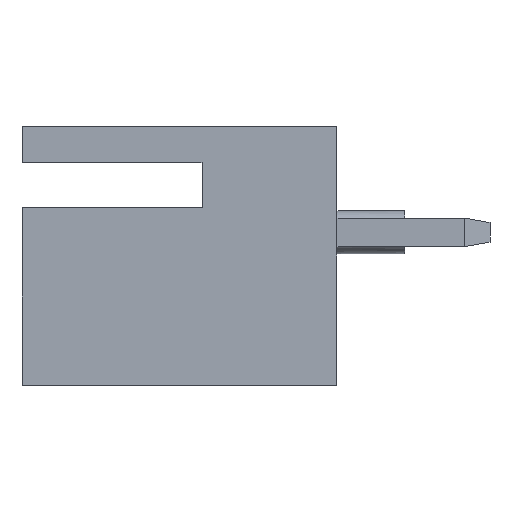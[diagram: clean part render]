
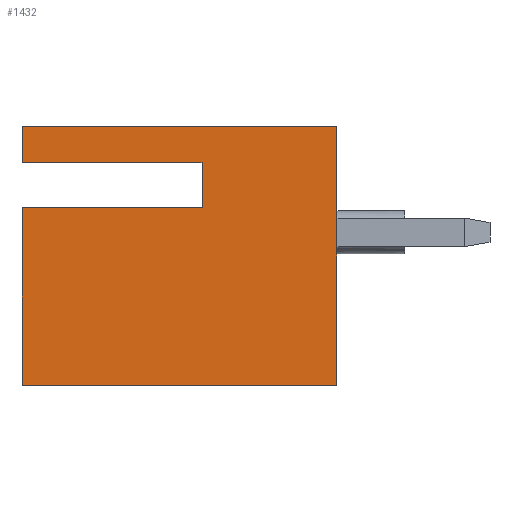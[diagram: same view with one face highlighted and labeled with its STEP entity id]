
A CAD part, left-side view. The second image highlights one B-rep face of the part: STEP entity #1432.
In plain terms, the highlighted planar face has unit normal (-1, 0, 0).
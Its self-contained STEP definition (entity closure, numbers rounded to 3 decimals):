
#16 = VECTOR ( 'NONE', #697, 1000. ) ;
#92 = DIRECTION ( 'NONE',  ( 0., 0., 1. ) ) ;
#134 = VECTOR ( 'NONE', #92, 1000. ) ;
#144 = DIRECTION ( 'NONE',  ( 0., -1., 0. ) ) ;
#306 = CARTESIAN_POINT ( 'NONE',  ( -6.2, 7., 2.875 ) ) ;
#318 = DIRECTION ( 'NONE',  ( 0., -1., 0. ) ) ;
#404 = VECTOR ( 'NONE', #1517, 1000. ) ;
#422 = VERTEX_POINT ( 'NONE', #487 ) ;
#480 = VERTEX_POINT ( 'NONE', #2993 ) ;
#482 = DIRECTION ( 'NONE',  ( 0., 0., 1. ) ) ;
#487 = CARTESIAN_POINT ( 'NONE',  ( -6.2, 3., 2.075 ) ) ;
#508 = CARTESIAN_POINT ( 'NONE',  ( -6.2, 3., 1.075 ) ) ;
#563 = FACE_OUTER_BOUND ( 'NONE', #2387, .T. ) ;
#572 = VERTEX_POINT ( 'NONE', #2299 ) ;
#595 = LINE ( 'NONE', #2606, #134 ) ;
#679 = EDGE_CURVE ( 'NONE', #3118, #1129, #2633, .T. ) ;
#697 = DIRECTION ( 'NONE',  ( 0., 0., 1. ) ) ;
#753 = VECTOR ( 'NONE', #2105, 1000. ) ;
#790 = CARTESIAN_POINT ( 'NONE',  ( -6.2, 0., -2.875 ) ) ;
#791 = LINE ( 'NONE', #306, #1536 ) ;
#799 = VERTEX_POINT ( 'NONE', #1933 ) ;
#878 = CARTESIAN_POINT ( 'NONE',  ( -6.2, 7., -2.875 ) ) ;
#912 = CARTESIAN_POINT ( 'NONE',  ( -6.2, 0., -2.875 ) ) ;
#944 = CARTESIAN_POINT ( 'NONE',  ( -6.2, 7., -2.875 ) ) ;
#1007 = LINE ( 'NONE', #3226, #2490 ) ;
#1032 = CARTESIAN_POINT ( 'NONE',  ( -6.2, 7., 1.075 ) ) ;
#1050 = CARTESIAN_POINT ( 'NONE',  ( -6.2, 7., -2.875 ) ) ;
#1071 = DIRECTION ( 'NONE',  ( 0., 0., -1. ) ) ;
#1082 = EDGE_CURVE ( 'NONE', #1129, #799, #1459, .T. ) ;
#1129 = VERTEX_POINT ( 'NONE', #790 ) ;
#1363 = VERTEX_POINT ( 'NONE', #508 ) ;
#1424 = VECTOR ( 'NONE', #144, 1000. ) ;
#1426 = ORIENTED_EDGE ( 'NONE', *, *, #1082, .T. ) ;
#1432 = ADVANCED_FACE ( 'NONE', ( #563 ), #1823, .F. ) ;
#1459 = LINE ( 'NONE', #912, #16 ) ;
#1517 = DIRECTION ( 'NONE',  ( 0., 1., 0. ) ) ;
#1536 = VECTOR ( 'NONE', #318, 1000. ) ;
#1554 = ORIENTED_EDGE ( 'NONE', *, *, #2452, .F. ) ;
#1562 = DIRECTION ( 'NONE',  ( 1., 0., 0. ) ) ;
#1585 = VECTOR ( 'NONE', #482, 1000. ) ;
#1586 = EDGE_CURVE ( 'NONE', #3118, #1736, #2689, .T. ) ;
#1736 = VERTEX_POINT ( 'NONE', #1032 ) ;
#1823 = PLANE ( 'NONE',  #2107 ) ;
#1874 = LINE ( 'NONE', #2355, #753 ) ;
#1884 = ORIENTED_EDGE ( 'NONE', *, *, #2938, .T. ) ;
#1933 = CARTESIAN_POINT ( 'NONE',  ( -6.2, 0., 2.875 ) ) ;
#1988 = LINE ( 'NONE', #2491, #404 ) ;
#1994 = ORIENTED_EDGE ( 'NONE', *, *, #3112, .T. ) ;
#2104 = EDGE_CURVE ( 'NONE', #480, #799, #791, .T. ) ;
#2105 = DIRECTION ( 'NONE',  ( 0., -1., 0. ) ) ;
#2107 = AXIS2_PLACEMENT_3D ( 'NONE', #1050, #1562, #1071 ) ;
#2299 = CARTESIAN_POINT ( 'NONE',  ( -6.2, 7., 2.075 ) ) ;
#2355 = CARTESIAN_POINT ( 'NONE',  ( -6.2, 7., 2.075 ) ) ;
#2387 = EDGE_LOOP ( 'NONE', ( #2477, #1884, #2889, #2769, #1426, #2648, #1554, #1994 ) ) ;
#2452 = EDGE_CURVE ( 'NONE', #572, #480, #595, .T. ) ;
#2477 = ORIENTED_EDGE ( 'NONE', *, *, #2923, .T. ) ;
#2490 = VECTOR ( 'NONE', #2915, 1000. ) ;
#2491 = CARTESIAN_POINT ( 'NONE',  ( -6.2, 7., 1.075 ) ) ;
#2606 = CARTESIAN_POINT ( 'NONE',  ( -6.2, 7., -2.875 ) ) ;
#2633 = LINE ( 'NONE', #878, #1424 ) ;
#2648 = ORIENTED_EDGE ( 'NONE', *, *, #2104, .F. ) ;
#2689 = LINE ( 'NONE', #944, #1585 ) ;
#2769 = ORIENTED_EDGE ( 'NONE', *, *, #679, .T. ) ;
#2889 = ORIENTED_EDGE ( 'NONE', *, *, #1586, .F. ) ;
#2915 = DIRECTION ( 'NONE',  ( 0., 0., -1. ) ) ;
#2923 = EDGE_CURVE ( 'NONE', #422, #1363, #1007, .T. ) ;
#2938 = EDGE_CURVE ( 'NONE', #1363, #1736, #1988, .T. ) ;
#2993 = CARTESIAN_POINT ( 'NONE',  ( -6.2, 7., 2.875 ) ) ;
#3112 = EDGE_CURVE ( 'NONE', #572, #422, #1874, .T. ) ;
#3118 = VERTEX_POINT ( 'NONE', #3178 ) ;
#3178 = CARTESIAN_POINT ( 'NONE',  ( -6.2, 7., -2.875 ) ) ;
#3226 = CARTESIAN_POINT ( 'NONE',  ( -6.2, 3., 1.075 ) ) ;
